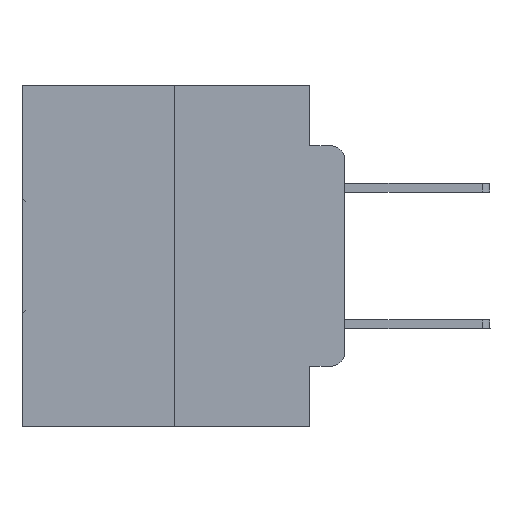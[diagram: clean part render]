
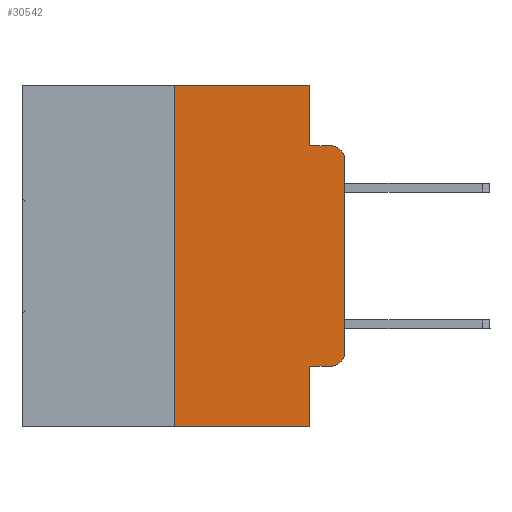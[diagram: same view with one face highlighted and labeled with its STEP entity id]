
A CAD part, left-side view. The second image highlights one B-rep face of the part: STEP entity #30542.
In plain terms, the highlighted planar face has unit normal (-1, 0, 0).
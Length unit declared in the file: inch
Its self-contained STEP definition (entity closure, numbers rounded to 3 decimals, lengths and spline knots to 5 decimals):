
#135 = LINE ( 'NONE', #2670, #10392 ) ;
#317 = CARTESIAN_POINT ( 'NONE',  ( 0., 0.25, 0. ) ) ;
#557 = VERTEX_POINT ( 'NONE', #27370 ) ;
#906 = EDGE_CURVE ( 'NONE', #5153, #21164, #5472, .T. ) ;
#970 = PLANE ( 'NONE',  #15691 ) ;
#1236 = VERTEX_POINT ( 'NONE', #12321 ) ;
#1400 = EDGE_CURVE ( 'NONE', #23173, #21164, #24927, .T. ) ;
#1509 = LINE ( 'NONE', #13667, #12117 ) ;
#1660 = DIRECTION ( 'NONE',  ( 0., -1., 0. ) ) ;
#1816 = CARTESIAN_POINT ( 'NONE',  ( 0., 0.473, -0.5 ) ) ;
#2542 = DIRECTION ( 'NONE',  ( -1., 0., 0. ) ) ;
#2670 = CARTESIAN_POINT ( 'NONE',  ( 0., 0.473, 0. ) ) ;
#2834 = LINE ( 'NONE', #17231, #20227 ) ;
#2980 = CARTESIAN_POINT ( 'NONE',  ( 0., 0.051, -0.0885 ) ) ;
#3114 = LINE ( 'NONE', #14804, #14636 ) ;
#3818 = VERTEX_POINT ( 'NONE', #7581 ) ;
#3978 = CARTESIAN_POINT ( 'NONE',  ( 0., 0.25, -0.5 ) ) ;
#4075 = VECTOR ( 'NONE', #13619, 39.37008 ) ;
#5153 = VERTEX_POINT ( 'NONE', #7588 ) ;
#5472 = CIRCLE ( 'NONE', #16043, 0.02 ) ;
#5925 = EDGE_CURVE ( 'NONE', #8080, #557, #30404, .T. ) ;
#6223 = DIRECTION ( 'NONE',  ( 0., 0., -1. ) ) ;
#7581 = CARTESIAN_POINT ( 'NONE',  ( 0., 0.051, 0. ) ) ;
#7588 = CARTESIAN_POINT ( 'NONE',  ( 0., 0., -0.1085 ) ) ;
#7732 = EDGE_CURVE ( 'NONE', #1236, #22356, #1509, .T. ) ;
#8080 = VERTEX_POINT ( 'NONE', #3978 ) ;
#8105 = FACE_OUTER_BOUND ( 'NONE', #21737, .T. ) ;
#8157 = AXIS2_PLACEMENT_3D ( 'NONE', #25171, #22680, #6223 ) ;
#9473 = VERTEX_POINT ( 'NONE', #12387 ) ;
#10388 = DIRECTION ( 'NONE',  ( 0., 0., -1. ) ) ;
#10392 = VECTOR ( 'NONE', #17528, 39.37008 ) ;
#10642 = ORIENTED_EDGE ( 'NONE', *, *, #29471, .F. ) ;
#10990 = EDGE_CURVE ( 'NONE', #8080, #9473, #29685, .T. ) ;
#12011 = DIRECTION ( 'NONE',  ( 0., 0., -1. ) ) ;
#12117 = VECTOR ( 'NONE', #23782, 39.37008 ) ;
#12202 = DIRECTION ( 'NONE',  ( 0., 0., -1. ) ) ;
#12321 = CARTESIAN_POINT ( 'NONE',  ( 0., 0.051, -0.4115 ) ) ;
#12387 = CARTESIAN_POINT ( 'NONE',  ( 0., 0.25, 0. ) ) ;
#12535 = CARTESIAN_POINT ( 'NONE',  ( 0., 0.02, -0.4115 ) ) ;
#13488 = ORIENTED_EDGE ( 'NONE', *, *, #19391, .T. ) ;
#13619 = DIRECTION ( 'NONE',  ( 0., 0., 1. ) ) ;
#13667 = CARTESIAN_POINT ( 'NONE',  ( 0., 0.051, -0.4115 ) ) ;
#14636 = VECTOR ( 'NONE', #10388, 39.37008 ) ;
#14804 = CARTESIAN_POINT ( 'NONE',  ( 0., 0.051, 0. ) ) ;
#15059 = ORIENTED_EDGE ( 'NONE', *, *, #1400, .F. ) ;
#15211 = CIRCLE ( 'NONE', #8157, 0.02 ) ;
#15397 = VECTOR ( 'NONE', #27325, 39.37008 ) ;
#15515 = CARTESIAN_POINT ( 'NONE',  ( 0., 0.473, 0. ) ) ;
#15691 = AXIS2_PLACEMENT_3D ( 'NONE', #15515, #24984, #25135 ) ;
#15759 = VECTOR ( 'NONE', #1660, 39.37008 ) ;
#16028 = DIRECTION ( 'NONE',  ( 0., -1., 0. ) ) ;
#16043 = AXIS2_PLACEMENT_3D ( 'NONE', #24185, #2542, #12202 ) ;
#16959 = ORIENTED_EDGE ( 'NONE', *, *, #20149, .F. ) ;
#17231 = CARTESIAN_POINT ( 'NONE',  ( 0., 0.051, 0. ) ) ;
#17528 = DIRECTION ( 'NONE',  ( 0., -1., 0. ) ) ;
#18073 = EDGE_CURVE ( 'NONE', #9473, #3818, #135, .T. ) ;
#19239 = ORIENTED_EDGE ( 'NONE', *, *, #7732, .T. ) ;
#19391 = EDGE_CURVE ( 'NONE', #26501, #5153, #27677, .T. ) ;
#20149 = EDGE_CURVE ( 'NONE', #3818, #23173, #3114, .T. ) ;
#20227 = VECTOR ( 'NONE', #12011, 39.37008 ) ;
#20745 = EDGE_CURVE ( 'NONE', #22356, #26501, #15211, .T. ) ;
#21108 = VECTOR ( 'NONE', #16028, 39.37008 ) ;
#21164 = VERTEX_POINT ( 'NONE', #27347 ) ;
#21513 = CARTESIAN_POINT ( 'NONE',  ( 0., 0., -0.3915 ) ) ;
#21737 = EDGE_LOOP ( 'NONE', ( #13488, #25754, #15059, #16959, #27038, #22853, #25074, #10642, #19239, #23727 ) ) ;
#22356 = VERTEX_POINT ( 'NONE', #12535 ) ;
#22680 = DIRECTION ( 'NONE',  ( -1., 0., 0. ) ) ;
#22853 = ORIENTED_EDGE ( 'NONE', *, *, #10990, .F. ) ;
#23173 = VERTEX_POINT ( 'NONE', #25278 ) ;
#23281 = CARTESIAN_POINT ( 'NONE',  ( 0., 0., 0. ) ) ;
#23727 = ORIENTED_EDGE ( 'NONE', *, *, #20745, .T. ) ;
#23782 = DIRECTION ( 'NONE',  ( 0., -1., 0. ) ) ;
#24185 = CARTESIAN_POINT ( 'NONE',  ( 0., 0.02, -0.1085 ) ) ;
#24927 = LINE ( 'NONE', #2980, #21108 ) ;
#24984 = DIRECTION ( 'NONE',  ( 1., 0., 0. ) ) ;
#25074 = ORIENTED_EDGE ( 'NONE', *, *, #5925, .T. ) ;
#25135 = DIRECTION ( 'NONE',  ( 0., 0., -1. ) ) ;
#25171 = CARTESIAN_POINT ( 'NONE',  ( 0., 0.02, -0.3915 ) ) ;
#25278 = CARTESIAN_POINT ( 'NONE',  ( 0., 0.051, -0.0885 ) ) ;
#25754 = ORIENTED_EDGE ( 'NONE', *, *, #906, .T. ) ;
#26501 = VERTEX_POINT ( 'NONE', #21513 ) ;
#27038 = ORIENTED_EDGE ( 'NONE', *, *, #18073, .F. ) ;
#27325 = DIRECTION ( 'NONE',  ( 0., 0., 1. ) ) ;
#27347 = CARTESIAN_POINT ( 'NONE',  ( 0., 0.02, -0.0885 ) ) ;
#27370 = CARTESIAN_POINT ( 'NONE',  ( 0., 0.051, -0.5 ) ) ;
#27677 = LINE ( 'NONE', #23281, #4075 ) ;
#29471 = EDGE_CURVE ( 'NONE', #1236, #557, #2834, .T. ) ;
#29685 = LINE ( 'NONE', #317, #15397 ) ;
#30404 = LINE ( 'NONE', #1816, #15759 ) ;
#30542 = ADVANCED_FACE ( 'NONE', ( #8105 ), #970, .F. ) ;
